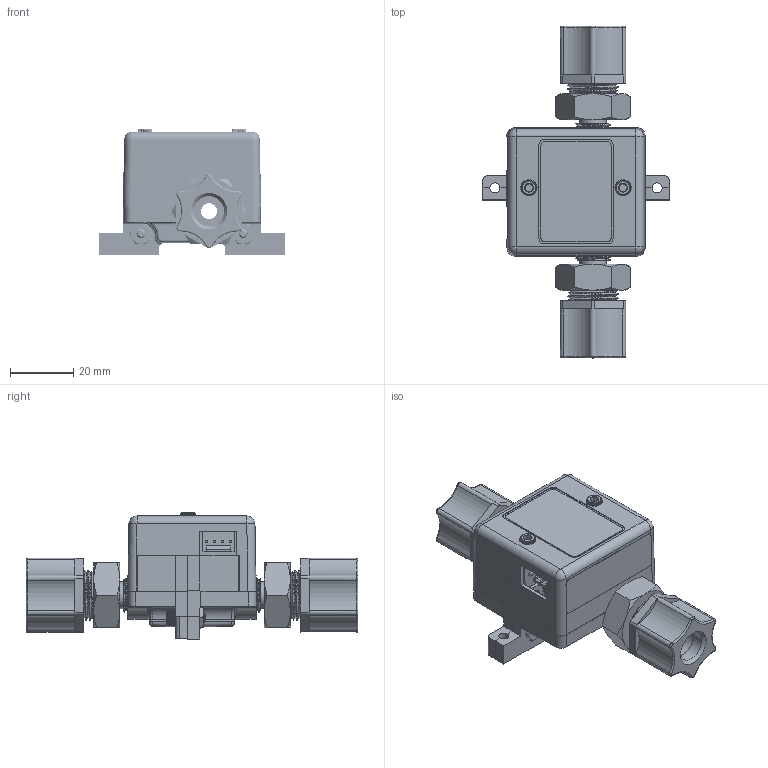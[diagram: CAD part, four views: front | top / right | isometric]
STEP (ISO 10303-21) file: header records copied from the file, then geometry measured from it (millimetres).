
FILE_DESCRIPTION(/* description */ ('Unknown'),/* implementation_level */ '2;1');
FILE_NAME(/* name */ '101-XX-CM-A6-X',/* time_stamp */ '2024-05-22T15:34:28-05:00',/* author */ ('Unknown'),/* organization */ ('Unknown'),/* preprocessor_version */ 'ST-DEVELOPER v19.4',/* originating_system */ 'Solid Edge',/* authorisation */ 'Unknown');
FILE_SCHEMA (('AUTOMOTIVE_DESIGN {1 0 10303 214 3 1 1}'));
Products named in the file (10): 101 Assembly - A6 Fittings; 100-00-06 Case Half - Inlet - Simple; 100-00-09 Case Half - Outlet - Simple; Electronics - Main - Simple; 100-00-07 Cover; 10X Brand Label; 10X Data Label; 4-40 Hex Nut; 4-40 x .375 SHCS; A6 Fitting
Assembly tree (18 placements, depth 2):
  101 Assembly - A6 Fittings
    100-00-06 Case Half - Inlet - Simple
    100-00-09 Case Half - Outlet - Simple
    Electronics - Main - Simple
    100-00-07 Cover
    10X Brand Label
    10X Data Label
    4-40 Hex Nut  x4
    4-40 x .375 SHCS  x6
    A6 Fitting  x2
Bounding box: 59.06 x 105.24 x 39.96 mm (x, y, z)
Volume: 46260.1 mm3; surface area: 44966.1 mm2
Topology: 26 solids, 26 shells, 2775 faces, 7447 edges, 4735 vertices
Faces by surface type: plane 1370, cylinder 715, cone 526, bspline 99, torus 44, sphere 21
Full cylindrical faces by diameter (mm): 0.635 x4, 0.762 x4, 0.914 x3, 1.016 x8, 1.27 x3, 1.651 x1, 2.159 x2, 3.175 x6, 3.2 x8, 3.226 x2, 5.08 x1, 5.131 x1, 5.156 x2, 6.096 x4, 6.604 x1, 7.62 x2, 8.445 x2, 8.611 x1, 9.058 x2, 9.525 x6, 14.225 x20, 15.875 x2
Entity records: 52926 total; most frequent: CARTESIAN_POINT 19812, ORIENTED_EDGE 6500, DIRECTION 5756, EDGE_CURVE 3250, VERTEX_POINT 2130, AXIS2_PLACEMENT_3D 2035, LINE 1686, VECTOR 1686
